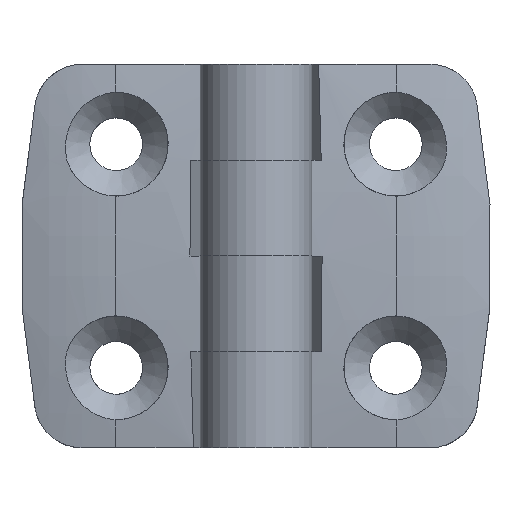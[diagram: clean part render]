
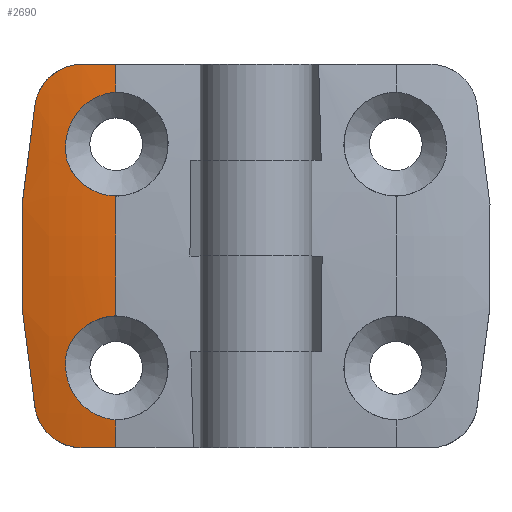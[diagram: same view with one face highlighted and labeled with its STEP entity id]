
A CAD part, top view. The second image highlights one B-rep face of the part: STEP entity #2690.
In plain terms, the highlighted toroidal (fillet/blend) face has major radius 138.579 mm and minor radius 54.315 mm.
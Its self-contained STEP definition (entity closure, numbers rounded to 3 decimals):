
#84=TOROIDAL_SURFACE('',#2887,138.579,54.315);
#94=B_SPLINE_CURVE_WITH_KNOTS('',3,(#4057,#4058,#4059,#4060),
 .UNSPECIFIED.,.F.,.F.,(4,4),(0.,0.),
 .UNSPECIFIED.);
#95=B_SPLINE_CURVE_WITH_KNOTS('',3,(#4062,#4063,#4064,#4065,#4066,#4067,
#4068),.UNSPECIFIED.,.F.,.F.,(4,1,1,1,4),(0.,0.003,
0.006,0.009,0.012),
 .UNSPECIFIED.);
#96=B_SPLINE_CURVE_WITH_KNOTS('',3,(#4070,#4071,#4072,#4073,#4074),
 .UNSPECIFIED.,.F.,.F.,(4,1,4),(0.,0.004,
0.008),.UNSPECIFIED.);
#97=B_SPLINE_CURVE_WITH_KNOTS('',3,(#4075,#4076,#4077,#4078,#4079),
 .UNSPECIFIED.,.F.,.F.,(4,1,4),(0.,0.004,
0.008),.UNSPECIFIED.);
#98=B_SPLINE_CURVE_WITH_KNOTS('',3,(#4081,#4082,#4083,#4084,#4085,#4086,
#4087),.UNSPECIFIED.,.F.,.F.,(4,1,1,1,4),(0.,0.003,
0.006,0.009,0.012),
 .UNSPECIFIED.);
#99=B_SPLINE_CURVE_WITH_KNOTS('',3,(#4089,#4090,#4091,#4092),
 .UNSPECIFIED.,.F.,.F.,(4,4),(0.,0.),
 .UNSPECIFIED.);
#100=B_SPLINE_CURVE_WITH_KNOTS('',3,(#4093,#4094,#4095,#4096),
 .UNSPECIFIED.,.F.,.F.,(4,4),(0.038,0.042),
 .UNSPECIFIED.);
#101=B_SPLINE_CURVE_WITH_KNOTS('',3,(#4098,#4099,#4100,#4101,#4102),
 .UNSPECIFIED.,.F.,.F.,(4,1,4),(0.,0.004,
0.008),.UNSPECIFIED.);
#102=B_SPLINE_CURVE_WITH_KNOTS('',3,(#4104,#4105,#4106,#4107,#4108),
 .UNSPECIFIED.,.F.,.F.,(4,1,4),(0.,0.019,
0.038),.UNSPECIFIED.);
#103=B_SPLINE_CURVE_WITH_KNOTS('',3,(#4110,#4111,#4112,#4113,#4114,#4115,
#4116),.UNSPECIFIED.,.F.,.F.,(4,1,1,1,4),(0.,0.002,
0.004,0.006,0.008),
 .UNSPECIFIED.);
#104=B_SPLINE_CURVE_WITH_KNOTS('',3,(#4118,#4119,#4120,#4121),
 .UNSPECIFIED.,.F.,.F.,(4,4),(0.019,0.023),
 .UNSPECIFIED.);
#131=CIRCLE('',#2881,192.789);
#132=CIRCLE('',#2882,192.789);
#136=CIRCLE('',#2886,192.789);
#286=ORIENTED_EDGE('',*,*,#1090,.T.);
#287=ORIENTED_EDGE('',*,*,#1102,.T.);
#288=ORIENTED_EDGE('',*,*,#1103,.T.);
#289=ORIENTED_EDGE('',*,*,#1104,.T.);
#290=ORIENTED_EDGE('',*,*,#1088,.T.);
#291=ORIENTED_EDGE('',*,*,#1105,.T.);
#292=ORIENTED_EDGE('',*,*,#1106,.T.);
#293=ORIENTED_EDGE('',*,*,#1107,.T.);
#294=ORIENTED_EDGE('',*,*,#1100,.T.);
#295=ORIENTED_EDGE('',*,*,#1108,.F.);
#296=ORIENTED_EDGE('',*,*,#1109,.F.);
#297=ORIENTED_EDGE('',*,*,#1110,.F.);
#298=ORIENTED_EDGE('',*,*,#1111,.F.);
#299=ORIENTED_EDGE('',*,*,#1112,.F.);
#1088=EDGE_CURVE('',#1496,#1497,#131,.T.);
#1090=EDGE_CURVE('',#1499,#1498,#132,.T.);
#1100=EDGE_CURVE('',#1509,#1508,#136,.T.);
#1102=EDGE_CURVE('',#1498,#1510,#94,.T.);
#1103=EDGE_CURVE('',#1510,#1511,#95,.T.);
#1104=EDGE_CURVE('',#1511,#1496,#96,.T.);
#1105=EDGE_CURVE('',#1497,#1512,#97,.T.);
#1106=EDGE_CURVE('',#1512,#1513,#98,.T.);
#1107=EDGE_CURVE('',#1513,#1509,#99,.T.);
#1108=EDGE_CURVE('',#1514,#1508,#100,.T.);
#1109=EDGE_CURVE('',#1515,#1514,#101,.T.);
#1110=EDGE_CURVE('',#1516,#1515,#102,.T.);
#1111=EDGE_CURVE('',#1517,#1516,#103,.T.);
#1112=EDGE_CURVE('',#1499,#1517,#104,.T.);
#1496=VERTEX_POINT('',#3995);
#1497=VERTEX_POINT('',#3996);
#1498=VERTEX_POINT('',#4005);
#1499=VERTEX_POINT('',#4007);
#1508=VERTEX_POINT('',#4043);
#1509=VERTEX_POINT('',#4045);
#1510=VERTEX_POINT('',#4061);
#1511=VERTEX_POINT('',#4069);
#1512=VERTEX_POINT('',#4080);
#1513=VERTEX_POINT('',#4088);
#1514=VERTEX_POINT('',#4097);
#1515=VERTEX_POINT('',#4103);
#1516=VERTEX_POINT('',#4109);
#1517=VERTEX_POINT('',#4117);
#2245=EDGE_LOOP('',(#286,#287,#288,#289,#290,#291,#292,#293,#294,#295,#296,
#297,#298,#299));
#2421=FACE_BOUND('',#2245,.T.);
#2690=ADVANCED_FACE('',(#2421),#84,.T.);
#2881=AXIS2_PLACEMENT_3D('',#3994,#3182,#3183);
#2882=AXIS2_PLACEMENT_3D('',#4006,#3184,#3185);
#2886=AXIS2_PLACEMENT_3D('',#4044,#3192,#3193);
#2887=AXIS2_PLACEMENT_3D('',#4056,#3194,#3195);
#3182=DIRECTION('',(-1.,0.,0.));
#3183=DIRECTION('',(0.,0.,1.));
#3184=DIRECTION('',(-1.,0.,0.));
#3185=DIRECTION('',(0.,0.,1.));
#3192=DIRECTION('',(-1.,0.,0.));
#3193=DIRECTION('',(0.,0.,1.));
#3194=DIRECTION('',(-1.,0.,0.));
#3195=DIRECTION('',(0.,0.,1.));
#3994=CARTESIAN_POINT('',(-17.573,-194.144,0.));
#3995=CARTESIAN_POINT('',(-17.573,-1.5,7.5));
#3996=CARTESIAN_POINT('',(-17.573,-1.5,-7.5));
#4005=CARTESIAN_POINT('',(-17.573,-2.447,20.5));
#4006=CARTESIAN_POINT('',(-17.573,-194.144,0.));
#4007=CARTESIAN_POINT('',(-17.573,-2.854,24.));
#4043=CARTESIAN_POINT('',(-17.573,-2.854,-24.));
#4044=CARTESIAN_POINT('',(-17.573,-194.144,0.));
#4045=CARTESIAN_POINT('',(-17.573,-2.447,-20.5));
#4056=CARTESIAN_POINT('',(-14.196,-194.144,0.));
#4057=CARTESIAN_POINT('',(-17.573,-2.447,20.5));
#4058=CARTESIAN_POINT('',(-17.644,-2.452,20.499));
#4059=CARTESIAN_POINT('',(-17.714,-2.456,20.497));
#4060=CARTESIAN_POINT('',(-17.785,-2.461,20.494));
#4061=CARTESIAN_POINT('',(-17.785,-2.461,20.494));
#4062=CARTESIAN_POINT('',(-17.785,-2.461,20.494));
#4063=CARTESIAN_POINT('',(-18.76,-2.515,20.396));
#4064=CARTESIAN_POINT('',(-20.639,-2.627,19.757));
#4065=CARTESIAN_POINT('',(-22.793,-2.737,17.696));
#4066=CARTESIAN_POINT('',(-23.92,-2.7,14.93));
#4067=CARTESIAN_POINT('',(-23.893,-2.557,12.959));
#4068=CARTESIAN_POINT('',(-23.686,-2.46,12.005));
#4069=CARTESIAN_POINT('',(-23.686,-2.46,12.005));
#4070=CARTESIAN_POINT('',(-23.686,-2.46,12.005));
#4071=CARTESIAN_POINT('',(-23.268,-2.305,10.707));
#4072=CARTESIAN_POINT('',(-21.626,-1.904,8.438));
#4073=CARTESIAN_POINT('',(-18.944,-1.586,7.516));
#4074=CARTESIAN_POINT('',(-17.573,-1.5,7.5));
#4075=CARTESIAN_POINT('',(-17.573,-1.5,-7.5));
#4076=CARTESIAN_POINT('',(-18.944,-1.586,-7.516));
#4077=CARTESIAN_POINT('',(-21.608,-1.901,-8.424));
#4078=CARTESIAN_POINT('',(-23.268,-2.305,-10.707));
#4079=CARTESIAN_POINT('',(-23.686,-2.461,-12.005));
#4080=CARTESIAN_POINT('',(-23.686,-2.461,-12.005));
#4081=CARTESIAN_POINT('',(-23.686,-2.461,-12.005));
#4082=CARTESIAN_POINT('',(-23.893,-2.557,-12.961));
#4083=CARTESIAN_POINT('',(-23.92,-2.7,-14.93));
#4084=CARTESIAN_POINT('',(-22.795,-2.737,-17.693));
#4085=CARTESIAN_POINT('',(-20.642,-2.627,-19.756));
#4086=CARTESIAN_POINT('',(-18.761,-2.515,-20.396));
#4087=CARTESIAN_POINT('',(-17.785,-2.46,-20.494));
#4088=CARTESIAN_POINT('',(-17.785,-2.46,-20.494));
#4089=CARTESIAN_POINT('',(-17.785,-2.46,-20.494));
#4090=CARTESIAN_POINT('',(-17.714,-2.456,-20.497));
#4091=CARTESIAN_POINT('',(-17.644,-2.452,-20.499));
#4092=CARTESIAN_POINT('',(-17.573,-2.447,-20.5));
#4093=CARTESIAN_POINT('',(-21.761,-3.282,-24.));
#4094=CARTESIAN_POINT('',(-20.365,-3.084,-24.));
#4095=CARTESIAN_POINT('',(-18.969,-2.942,-24.));
#4096=CARTESIAN_POINT('',(-17.573,-2.854,-24.));
#4097=CARTESIAN_POINT('',(-21.761,-3.282,-24.));
#4098=CARTESIAN_POINT('',(-27.649,-3.903,-19.149));
#4099=CARTESIAN_POINT('',(-27.382,-3.972,-20.519));
#4100=CARTESIAN_POINT('',(-25.867,-3.863,-23.02));
#4101=CARTESIAN_POINT('',(-23.143,-3.478,-24.));
#4102=CARTESIAN_POINT('',(-21.761,-3.282,-24.));
#4103=CARTESIAN_POINT('',(-27.649,-3.903,-19.149));
#4104=CARTESIAN_POINT('',(-27.649,-3.903,19.149));
#4105=CARTESIAN_POINT('',(-28.885,-3.583,12.818));
#4106=CARTESIAN_POINT('',(-30.115,-3.317,0.093));
#4107=CARTESIAN_POINT('',(-28.885,-3.583,-12.818));
#4108=CARTESIAN_POINT('',(-27.649,-3.903,-19.149));
#4109=CARTESIAN_POINT('',(-27.649,-3.903,19.149));
#4110=CARTESIAN_POINT('',(-21.761,-3.282,24.));
#4111=CARTESIAN_POINT('',(-22.453,-3.38,24.));
#4112=CARTESIAN_POINT('',(-23.815,-3.571,23.762));
#4113=CARTESIAN_POINT('',(-25.642,-3.812,22.734));
#4114=CARTESIAN_POINT('',(-27.017,-3.948,21.133));
#4115=CARTESIAN_POINT('',(-27.516,-3.938,19.835));
#4116=CARTESIAN_POINT('',(-27.649,-3.903,19.149));
#4117=CARTESIAN_POINT('',(-21.761,-3.282,24.));
#4118=CARTESIAN_POINT('',(-17.573,-2.854,24.));
#4119=CARTESIAN_POINT('',(-18.981,-2.943,24.));
#4120=CARTESIAN_POINT('',(-20.376,-3.086,24.));
#4121=CARTESIAN_POINT('',(-21.761,-3.282,24.));
